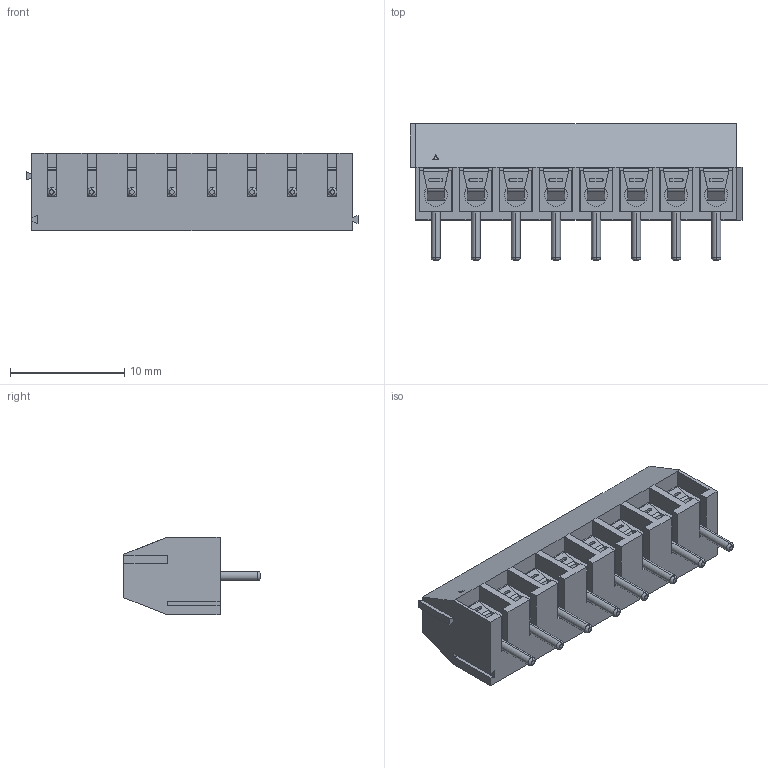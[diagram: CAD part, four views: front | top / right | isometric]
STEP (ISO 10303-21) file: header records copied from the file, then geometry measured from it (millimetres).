
FILE_DESCRIPTION (( 'STEP AP214' ), '1' );
FILE_NAME ('DG350-3.96-08P-12-00AH.STEP', '2021-01-18T04:38:44', ( '' ), ( '' ), 'SwSTEP 2.0', 'SolidWorks 2020', '' );
FILE_SCHEMA (( 'AUTOMOTIVE_DESIGN' ));
Length unit declared in the file: millimetre
Products named in the file (1): DG350-3.96-08P-12-00AH
Bounding box: 29 x 11.9 x 6.8 mm (x, y, z)
Volume: 1149.1 mm3; surface area: 2471.8 mm2
Topology: 1 solids, 1 shells, 830 faces, 2150 edges, 1382 vertices
Faces by surface type: plane 448, bspline 174, cylinder 120, torus 72, cone 16
Entity records: 41460 total; most frequent: CARTESIAN_POINT 14929, ORIENTED_EDGE 4300, DIRECTION 3468, EDGE_CURVE 2150, VERTEX_POINT 1382, VECTOR 1322, LINE 1322, AXIS2_PLACEMENT_3D 1073
